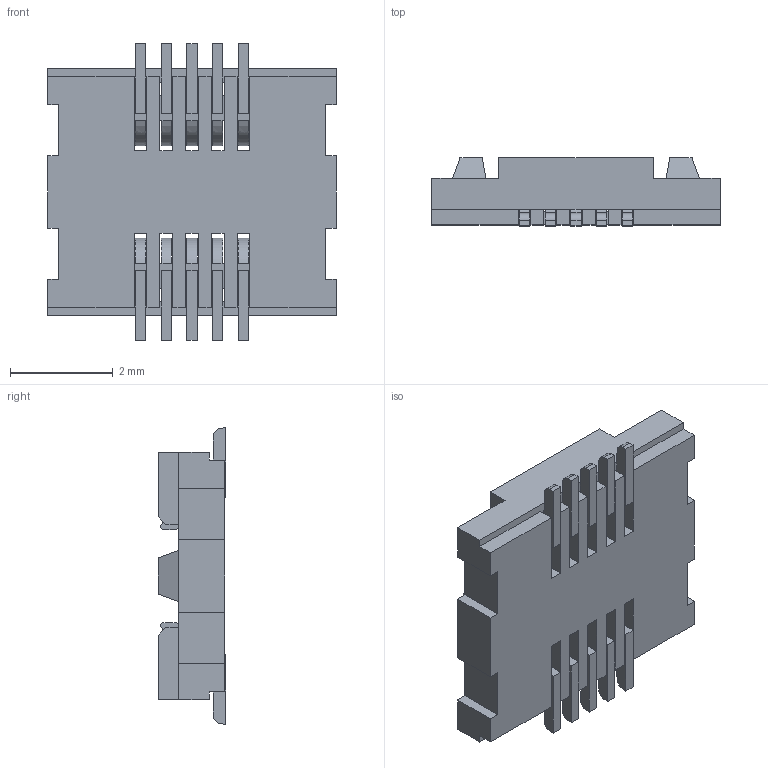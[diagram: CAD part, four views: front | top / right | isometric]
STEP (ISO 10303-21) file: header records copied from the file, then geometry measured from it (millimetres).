
FILE_DESCRIPTION((''),'2;1');
FILE_NAME('FBB05001-F_ASM','2026-02-04T17:10:17',('gongchengVV'),(''),'CREO PARAMETRIC BY PTC INC, 2020033','CREO PARAMETRIC BY PTC INC, 2020033','');
FILE_SCHEMA(('CONFIG_CONTROL_DESIGN'));
Length unit declared in the file: millimetre
Products named in the file (1): FBB05001-F_ASM
Bounding box: 5.6 x 1.32 x 5.76 mm (x, y, z)
Volume: 19.5 mm3; surface area: 142.5 mm2
Topology: 1 solids, 11 shells, 340 faces, 1070 edges, 707 vertices
Faces by surface type: plane 260, cylinder 70, extrusion 10
Entity records: 11949 total; most frequent: CARTESIAN_POINT 2348, ORIENTED_EDGE 2080, DIRECTION 1847, EDGE_CURVE 1070, VECTOR 905, LINE 895, VERTEX_POINT 707, AXIS2_PLACEMENT_3D 471
